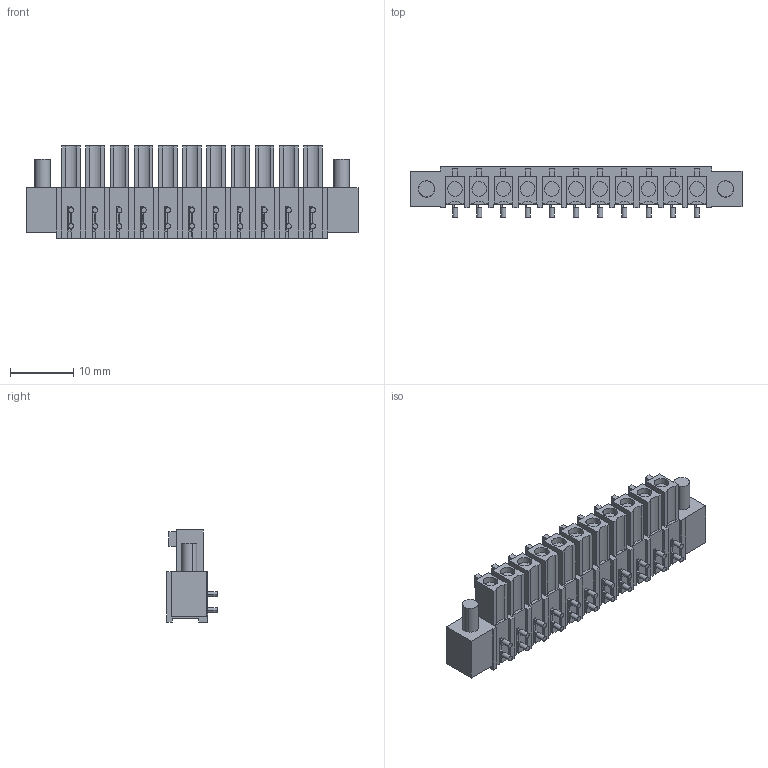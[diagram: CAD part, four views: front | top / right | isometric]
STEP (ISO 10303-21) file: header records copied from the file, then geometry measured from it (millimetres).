
FILE_DESCRIPTION(('CATIA V5 STEP Exchange'),'2;1');
FILE_NAME ('D1460894_0_1975820000_1975820000.stp','2016-11-26T10:05:39+00:00',('none'),('Weidmueller'),'CATIA Version 5-6 Release 2014','CATIA V5 STEP AP203','none');
FILE_SCHEMA(('CONFIG_CONTROL_DESIGN'));
Length unit declared in the file: millimetre
Products named in the file (1): 1975820000_S
Bounding box: 52.3 x 7.95 x 14.5 mm (x, y, z)
Volume: 3035.9 mm3; surface area: 3618 mm2
Topology: 14 solids, 14 shells, 699 faces, 1802 edges, 1190 vertices
Faces by surface type: plane 584, cylinder 115
Entity records: 19638 total; most frequent: CARTESIAN_POINT 3719, ORIENTED_EDGE 3604, DIRECTION 2612, EDGE_CURVE 1802, VECTOR 1520, LINE 1520, VERTEX_POINT 1190, EDGE_LOOP 762
